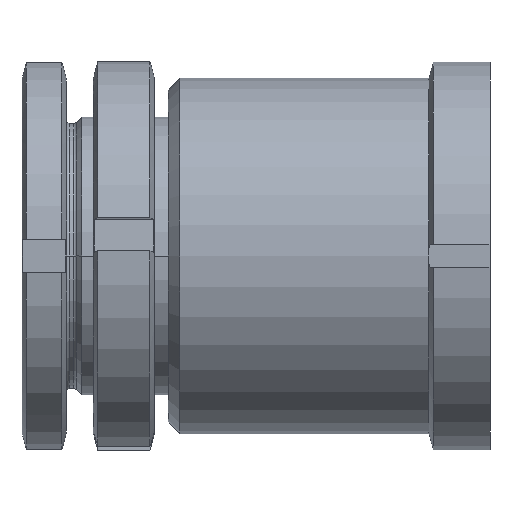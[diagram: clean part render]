
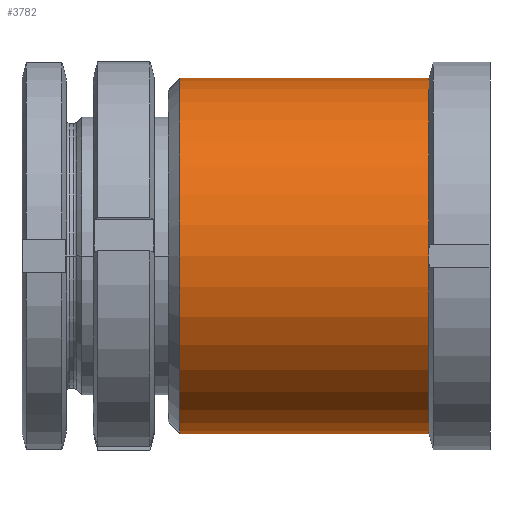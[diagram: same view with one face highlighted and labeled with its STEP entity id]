
A CAD part, left-side view. The second image highlights one B-rep face of the part: STEP entity #3782.
In plain terms, the highlighted cylindrical face has radius 32 mm (diameter 64 mm), a partial arc.
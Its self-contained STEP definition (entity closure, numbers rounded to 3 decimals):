
#44 = EDGE_CURVE ( 'NONE', #213, #2917, #1273, .T. ) ;
#120 = VERTEX_POINT ( 'NONE', #2380 ) ;
#146 = CARTESIAN_POINT ( 'NONE',  ( 0., -2.1, 0. ) ) ;
#213 = VERTEX_POINT ( 'NONE', #2368 ) ;
#290 = DIRECTION ( 'NONE',  ( 0., 0., 1. ) ) ;
#352 = DIRECTION ( 'NONE',  ( 0., 1., 0. ) ) ;
#440 = DIRECTION ( 'NONE',  ( 0., -1., 0. ) ) ;
#512 = EDGE_LOOP ( 'NONE', ( #1299, #3400, #2361, #815, #791 ) ) ;
#589 = CARTESIAN_POINT ( 'NONE',  ( 0., -2.1, 32. ) ) ;
#640 = DIRECTION ( 'NONE',  ( 0., 1., 0. ) ) ;
#791 = ORIENTED_EDGE ( 'NONE', *, *, #1747, .T. ) ;
#815 = ORIENTED_EDGE ( 'NONE', *, *, #3090, .T. ) ;
#868 = DIRECTION ( 'NONE',  ( 0., 0., 1. ) ) ;
#919 = VERTEX_POINT ( 'NONE', #589 ) ;
#1035 = CARTESIAN_POINT ( 'NONE',  ( 0., 10.447, 32. ) ) ;
#1185 = DIRECTION ( 'NONE',  ( 0., 1., 0. ) ) ;
#1189 = AXIS2_PLACEMENT_3D ( 'NONE', #3270, #1185, #868 ) ;
#1273 = CIRCLE ( 'NONE', #3201, 32. ) ;
#1299 = ORIENTED_EDGE ( 'NONE', *, *, #1358, .F. ) ;
#1315 = LINE ( 'NONE', #3338, #2654 ) ;
#1358 = EDGE_CURVE ( 'NONE', #213, #2419, #1315, .T. ) ;
#1441 = CIRCLE ( 'NONE', #3544, 32. ) ;
#1524 = EDGE_CURVE ( 'NONE', #2917, #120, #3139, .T. ) ;
#1531 = CARTESIAN_POINT ( 'NONE',  ( 0., -47., 0. ) ) ;
#1747 = EDGE_CURVE ( 'NONE', #919, #2419, #1441, .T. ) ;
#1788 = VECTOR ( 'NONE', #352, 1000. ) ;
#1814 = AXIS2_PLACEMENT_3D ( 'NONE', #1531, #640, #290 ) ;
#2108 = LINE ( 'NONE', #1035, #1788 ) ;
#2335 = CYLINDRICAL_SURFACE ( 'NONE', #1189, 32. ) ;
#2361 = ORIENTED_EDGE ( 'NONE', *, *, #1524, .T. ) ;
#2368 = CARTESIAN_POINT ( 'NONE',  ( 0., -47., -32. ) ) ;
#2380 = CARTESIAN_POINT ( 'NONE',  ( 0., -47., 32. ) ) ;
#2395 = CARTESIAN_POINT ( 'NONE',  ( -32., -47., 0. ) ) ;
#2419 = VERTEX_POINT ( 'NONE', #2984 ) ;
#2654 = VECTOR ( 'NONE', #3728, 1000. ) ;
#2915 = CARTESIAN_POINT ( 'NONE',  ( 0., -47., 0. ) ) ;
#2917 = VERTEX_POINT ( 'NONE', #2395 ) ;
#2984 = CARTESIAN_POINT ( 'NONE',  ( 0., -2.1, -32. ) ) ;
#3090 = EDGE_CURVE ( 'NONE', #120, #919, #2108, .T. ) ;
#3139 = CIRCLE ( 'NONE', #1814, 32. ) ;
#3201 = AXIS2_PLACEMENT_3D ( 'NONE', #2915, #3218, #3772 ) ;
#3218 = DIRECTION ( 'NONE',  ( 0., 1., 0. ) ) ;
#3226 = FACE_OUTER_BOUND ( 'NONE', #512, .T. ) ;
#3270 = CARTESIAN_POINT ( 'NONE',  ( 0., 10.447, 0. ) ) ;
#3338 = CARTESIAN_POINT ( 'NONE',  ( 0., 10.447, -32. ) ) ;
#3400 = ORIENTED_EDGE ( 'NONE', *, *, #44, .T. ) ;
#3458 = DIRECTION ( 'NONE',  ( 0., 0., -1. ) ) ;
#3544 = AXIS2_PLACEMENT_3D ( 'NONE', #146, #440, #3458 ) ;
#3728 = DIRECTION ( 'NONE',  ( 0., 1., 0. ) ) ;
#3772 = DIRECTION ( 'NONE',  ( 0., 0., 1. ) ) ;
#3782 = ADVANCED_FACE ( 'NONE', ( #3226 ), #2335, .T. ) ;
